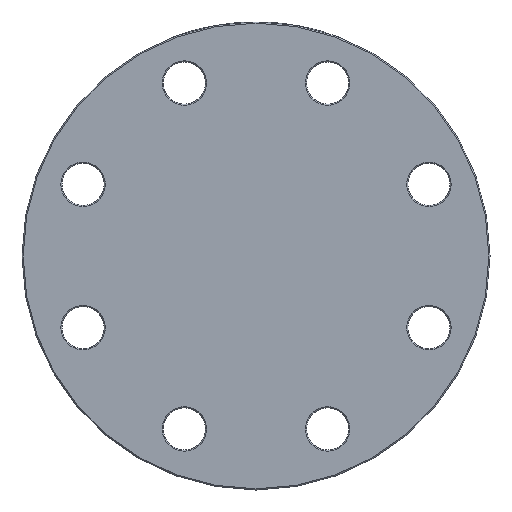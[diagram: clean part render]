
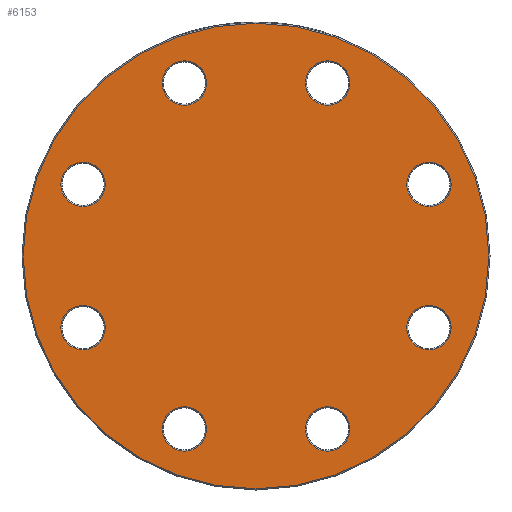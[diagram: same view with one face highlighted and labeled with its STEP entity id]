
A CAD part, left-side view. The second image highlights one B-rep face of the part: STEP entity #6153.
In plain terms, the highlighted planar face has unit normal (-1, 0, 0).
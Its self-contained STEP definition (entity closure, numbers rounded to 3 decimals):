
#28 = CARTESIAN_POINT ( 'NONE',  ( 0., -73.91, -30.615 ) ) ;
#155 = FACE_BOUND ( 'NONE', #2767, .T. ) ;
#172 = VERTEX_POINT ( 'NONE', #4217 ) ;
#288 = EDGE_CURVE ( 'NONE', #5014, #5014, #5959, .T. ) ;
#318 = AXIS2_PLACEMENT_3D ( 'NONE', #6308, #605, #1159 ) ;
#418 = DIRECTION ( 'NONE',  ( 0., 0., -1. ) ) ;
#443 = CARTESIAN_POINT ( 'NONE',  ( 0., 73.91, 21.115 ) ) ;
#576 = DIRECTION ( 'NONE',  ( 0., 0., -1. ) ) ;
#577 = VERTEX_POINT ( 'NONE', #2613 ) ;
#600 = EDGE_CURVE ( 'NONE', #4508, #4508, #3199, .T. ) ;
#605 = DIRECTION ( 'NONE',  ( 1., 0., 0. ) ) ;
#673 = EDGE_LOOP ( 'NONE', ( #1632 ) ) ;
#679 = DIRECTION ( 'NONE',  ( 1., 0., 0. ) ) ;
#934 = ORIENTED_EDGE ( 'NONE', *, *, #600, .T. ) ;
#992 = EDGE_CURVE ( 'NONE', #3746, #3746, #6290, .T. ) ;
#1074 = DIRECTION ( 'NONE',  ( 0., 0., -1. ) ) ;
#1087 = DIRECTION ( 'NONE',  ( 0., 0., -1. ) ) ;
#1124 = EDGE_CURVE ( 'NONE', #172, #172, #2242, .T. ) ;
#1159 = DIRECTION ( 'NONE',  ( 0., 0., -1. ) ) ;
#1168 = AXIS2_PLACEMENT_3D ( 'NONE', #5600, #2599, #2567 ) ;
#1258 = EDGE_CURVE ( 'NONE', #2683, #2683, #3206, .T. ) ;
#1275 = ORIENTED_EDGE ( 'NONE', *, *, #2658, .T. ) ;
#1336 = EDGE_LOOP ( 'NONE', ( #5982 ) ) ;
#1545 = AXIS2_PLACEMENT_3D ( 'NONE', #2395, #4426, #418 ) ;
#1632 = ORIENTED_EDGE ( 'NONE', *, *, #1124, .T. ) ;
#1678 = CARTESIAN_POINT ( 'NONE',  ( 0., 0., -99.5 ) ) ;
#1742 = VERTEX_POINT ( 'NONE', #2712 ) ;
#2110 = EDGE_LOOP ( 'NONE', ( #2203 ) ) ;
#2197 = FACE_BOUND ( 'NONE', #2110, .T. ) ;
#2203 = ORIENTED_EDGE ( 'NONE', *, *, #2864, .T. ) ;
#2217 = CARTESIAN_POINT ( 'NONE',  ( 0., 73.91, -30.615 ) ) ;
#2231 = DIRECTION ( 'NONE',  ( 0., 0., -1. ) ) ;
#2242 = CIRCLE ( 'NONE', #2777, 9.5 ) ;
#2339 = ORIENTED_EDGE ( 'NONE', *, *, #5097, .T. ) ;
#2395 = CARTESIAN_POINT ( 'NONE',  ( 0., 0., 0. ) ) ;
#2458 = FACE_BOUND ( 'NONE', #4108, .T. ) ;
#2567 = DIRECTION ( 'NONE',  ( 0., 0., -1. ) ) ;
#2599 = DIRECTION ( 'NONE',  ( 1., 0., 0. ) ) ;
#2613 = CARTESIAN_POINT ( 'NONE',  ( 0., 30.615, 64.41 ) ) ;
#2657 = EDGE_CURVE ( 'NONE', #5147, #5147, #5541, .T. ) ;
#2658 = EDGE_CURVE ( 'NONE', #1742, #1742, #6069, .T. ) ;
#2683 = VERTEX_POINT ( 'NONE', #1678 ) ;
#2695 = FACE_OUTER_BOUND ( 'NONE', #5899, .T. ) ;
#2712 = CARTESIAN_POINT ( 'NONE',  ( 0., 30.615, -83.41 ) ) ;
#2766 = CIRCLE ( 'NONE', #3832, 9.5 ) ;
#2767 = EDGE_LOOP ( 'NONE', ( #2339 ) ) ;
#2777 = AXIS2_PLACEMENT_3D ( 'NONE', #4381, #4838, #3424 ) ;
#2832 = FACE_BOUND ( 'NONE', #4573, .T. ) ;
#2864 = EDGE_CURVE ( 'NONE', #6281, #6281, #2766, .T. ) ;
#2870 = EDGE_LOOP ( 'NONE', ( #5135 ) ) ;
#2908 = ORIENTED_EDGE ( 'NONE', *, *, #1258, .T. ) ;
#2994 = EDGE_LOOP ( 'NONE', ( #934 ) ) ;
#3122 = CARTESIAN_POINT ( 'NONE',  ( 0., 73.91, -40.115 ) ) ;
#3153 = CARTESIAN_POINT ( 'NONE',  ( 0., 30.615, 73.91 ) ) ;
#3199 = CIRCLE ( 'NONE', #318, 9.5 ) ;
#3206 = CIRCLE ( 'NONE', #4682, 99.5 ) ;
#3318 = AXIS2_PLACEMENT_3D ( 'NONE', #2217, #679, #1074 ) ;
#3341 = FACE_BOUND ( 'NONE', #2994, .T. ) ;
#3424 = DIRECTION ( 'NONE',  ( 0., 0., -1. ) ) ;
#3746 = VERTEX_POINT ( 'NONE', #3122 ) ;
#3832 = AXIS2_PLACEMENT_3D ( 'NONE', #4303, #5735, #2231 ) ;
#4022 = CARTESIAN_POINT ( 'NONE',  ( 0., 73.91, 30.615 ) ) ;
#4108 = EDGE_LOOP ( 'NONE', ( #6107 ) ) ;
#4112 = CARTESIAN_POINT ( 'NONE',  ( 0., 0., 0. ) ) ;
#4143 = DIRECTION ( 'NONE',  ( -1., 0., 0. ) ) ;
#4217 = CARTESIAN_POINT ( 'NONE',  ( 0., -73.91, 21.115 ) ) ;
#4232 = FACE_BOUND ( 'NONE', #673, .T. ) ;
#4303 = CARTESIAN_POINT ( 'NONE',  ( 0., -30.615, 73.91 ) ) ;
#4381 = CARTESIAN_POINT ( 'NONE',  ( 0., -73.91, 30.615 ) ) ;
#4426 = DIRECTION ( 'NONE',  ( 1., 0., 0. ) ) ;
#4508 = VERTEX_POINT ( 'NONE', #6550 ) ;
#4573 = EDGE_LOOP ( 'NONE', ( #1275 ) ) ;
#4682 = AXIS2_PLACEMENT_3D ( 'NONE', #4112, #4143, #5640 ) ;
#4719 = FACE_BOUND ( 'NONE', #2870, .T. ) ;
#4838 = DIRECTION ( 'NONE',  ( 1., 0., 0. ) ) ;
#4854 = CIRCLE ( 'NONE', #4967, 9.5 ) ;
#4967 = AXIS2_PLACEMENT_3D ( 'NONE', #3153, #6113, #576 ) ;
#5004 = AXIS2_PLACEMENT_3D ( 'NONE', #28, #6135, #1087 ) ;
#5014 = VERTEX_POINT ( 'NONE', #443 ) ;
#5097 = EDGE_CURVE ( 'NONE', #577, #577, #4854, .T. ) ;
#5119 = DIRECTION ( 'NONE',  ( 0., 0., -1. ) ) ;
#5135 = ORIENTED_EDGE ( 'NONE', *, *, #288, .T. ) ;
#5147 = VERTEX_POINT ( 'NONE', #5246 ) ;
#5246 = CARTESIAN_POINT ( 'NONE',  ( 0., -73.91, -40.115 ) ) ;
#5277 = CARTESIAN_POINT ( 'NONE',  ( 0., -30.615, 64.41 ) ) ;
#5428 = FACE_BOUND ( 'NONE', #1336, .T. ) ;
#5520 = DIRECTION ( 'NONE',  ( 1., 0., 0. ) ) ;
#5541 = CIRCLE ( 'NONE', #5004, 9.5 ) ;
#5600 = CARTESIAN_POINT ( 'NONE',  ( 0., 30.615, -73.91 ) ) ;
#5640 = DIRECTION ( 'NONE',  ( 0., 0., -1. ) ) ;
#5735 = DIRECTION ( 'NONE',  ( 1., 0., 0. ) ) ;
#5899 = EDGE_LOOP ( 'NONE', ( #2908 ) ) ;
#5959 = CIRCLE ( 'NONE', #6179, 9.5 ) ;
#5982 = ORIENTED_EDGE ( 'NONE', *, *, #992, .T. ) ;
#6069 = CIRCLE ( 'NONE', #1168, 9.5 ) ;
#6107 = ORIENTED_EDGE ( 'NONE', *, *, #2657, .T. ) ;
#6113 = DIRECTION ( 'NONE',  ( 1., 0., 0. ) ) ;
#6135 = DIRECTION ( 'NONE',  ( 1., 0., 0. ) ) ;
#6153 = ADVANCED_FACE ( 'NONE', ( #2695, #4719, #155, #2197, #4232, #2458, #3341, #2832, #5428 ), #6434, .F. ) ;
#6179 = AXIS2_PLACEMENT_3D ( 'NONE', #4022, #5520, #5119 ) ;
#6281 = VERTEX_POINT ( 'NONE', #5277 ) ;
#6290 = CIRCLE ( 'NONE', #3318, 9.5 ) ;
#6308 = CARTESIAN_POINT ( 'NONE',  ( 0., -30.615, -73.91 ) ) ;
#6434 = PLANE ( 'NONE',  #1545 ) ;
#6550 = CARTESIAN_POINT ( 'NONE',  ( 0., -30.615, -83.41 ) ) ;
